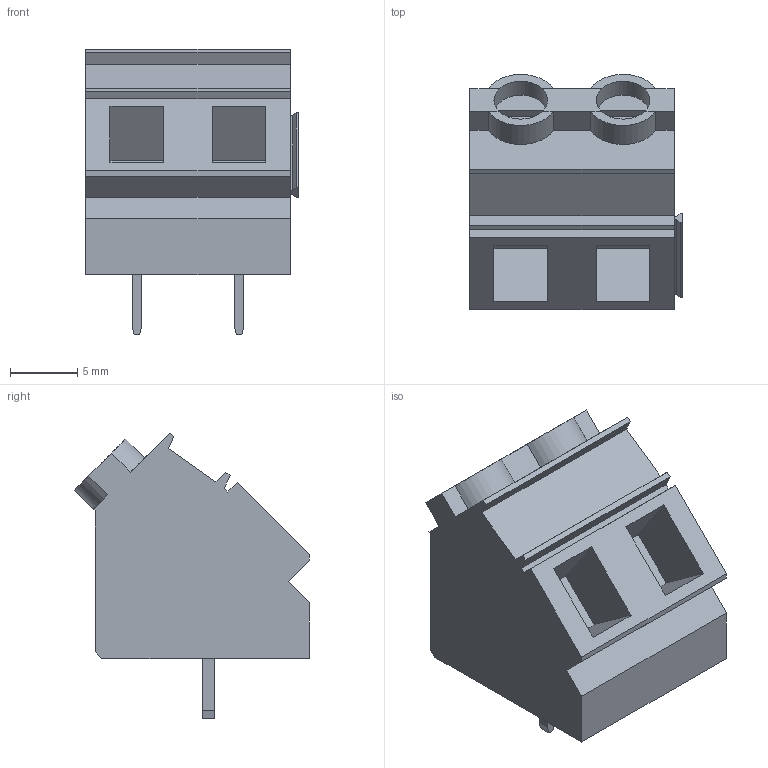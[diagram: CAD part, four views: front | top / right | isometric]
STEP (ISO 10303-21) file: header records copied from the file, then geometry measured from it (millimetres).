
FILE_DESCRIPTION(('CATIA V5 STEP Exchange','CAx-IF Rec.Pracs.--- Model Styling and Organization---1.4--- 2014-01-23'),'2;1');
FILE_NAME ('038703-1_0_1595800000_1595800000.stp','2021-07-28T11:37:29+00:00',('none'),('Weidmueller'),'CATIA Version 5-6 Release 2016 SP3 HF44','CATIA V5 STEP AP214','none');
FILE_SCHEMA(('AUTOMOTIVE_DESIGN { 1 0 10303 214 1 1 1 1 }'));
Length unit declared in the file: millimetre
Products named in the file (1): 1595800000
Bounding box: 15.84 x 17.49 x 21.3 mm (x, y, z)
Volume: 2922.2 mm3; surface area: 1865.2 mm2
Topology: 5 solids, 5 shells, 103 faces, 266 edges, 178 vertices
Faces by surface type: plane 87, cylinder 16
Entity records: 3240 total; most frequent: CARTESIAN_POINT 703, ORIENTED_EDGE 532, DIRECTION 414, EDGE_CURVE 266, VECTOR 204, LINE 204, VERTEX_POINT 178, AXIS2_PLACEMENT_3D 128
